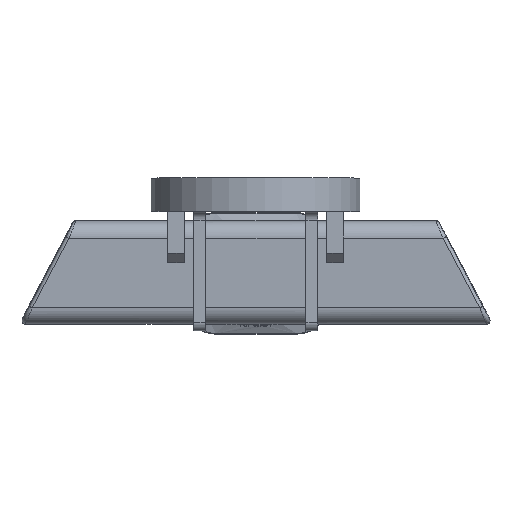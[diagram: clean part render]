
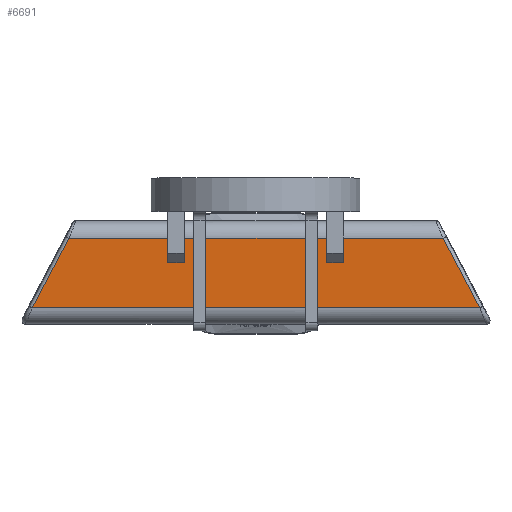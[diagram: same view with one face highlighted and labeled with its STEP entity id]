
A CAD part, top view. The second image highlights one B-rep face of the part: STEP entity #6691.
In plain terms, the highlighted face is planar.
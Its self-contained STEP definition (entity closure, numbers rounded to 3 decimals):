
#543=PLANE('',#7193);
#837=FACE_OUTER_BOUND('',#1251,.T.);
#1251=EDGE_LOOP('',(#5324,#5325,#5326,#5327));
#1790=LINE('',#17139,#2459);
#1791=LINE('',#17141,#2460);
#1792=LINE('',#17143,#2461);
#1793=LINE('',#17144,#2462);
#2459=VECTOR('',#8034,1000.);
#2460=VECTOR('',#8035,1000.);
#2461=VECTOR('',#8036,1000.);
#2462=VECTOR('',#8037,1000.);
#3352=VERTEX_POINT('',#17137);
#3353=VERTEX_POINT('',#17138);
#3354=VERTEX_POINT('',#17140);
#3355=VERTEX_POINT('',#17142);
#4086=EDGE_CURVE('',#3352,#3353,#1790,.T.);
#4087=EDGE_CURVE('',#3353,#3354,#1791,.T.);
#4088=EDGE_CURVE('',#3354,#3355,#1792,.T.);
#4089=EDGE_CURVE('',#3355,#3352,#1793,.T.);
#5324=ORIENTED_EDGE('',*,*,#4086,.T.);
#5325=ORIENTED_EDGE('',*,*,#4087,.T.);
#5326=ORIENTED_EDGE('',*,*,#4088,.T.);
#5327=ORIENTED_EDGE('',*,*,#4089,.T.);
#6691=ADVANCED_FACE('',(#837),#543,.T.);
#7193=AXIS2_PLACEMENT_3D('',#17136,#8032,#8033);
#8032=DIRECTION('center_axis',(0.,1.,0.));
#8033=DIRECTION('ref_axis',(0.,0.,1.));
#8034=DIRECTION('',(1.,0.,0.));
#8035=DIRECTION('',(-0.464,0.,-0.886));
#8036=DIRECTION('',(-1.,0.,0.));
#8037=DIRECTION('',(-0.464,0.,0.886));
#17136=CARTESIAN_POINT('Origin',(-141.,19.,-61.5));
#17137=CARTESIAN_POINT('',(-133.498,19.,-10.));
#17138=CARTESIAN_POINT('',(133.498,19.,-10.));
#17139=CARTESIAN_POINT('',(141.,19.,-10.));
#17140=CARTESIAN_POINT('',(111.736,19.,-51.5));
#17141=CARTESIAN_POINT('',(112.223,19.,-50.571));
#17142=CARTESIAN_POINT('',(-111.736,19.,-51.5));
#17143=CARTESIAN_POINT('',(-141.,19.,-51.5));
#17144=CARTESIAN_POINT('',(-133.985,19.,-9.071));
